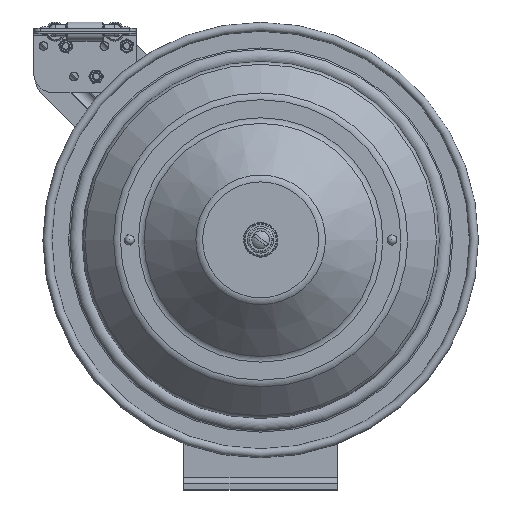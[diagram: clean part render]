
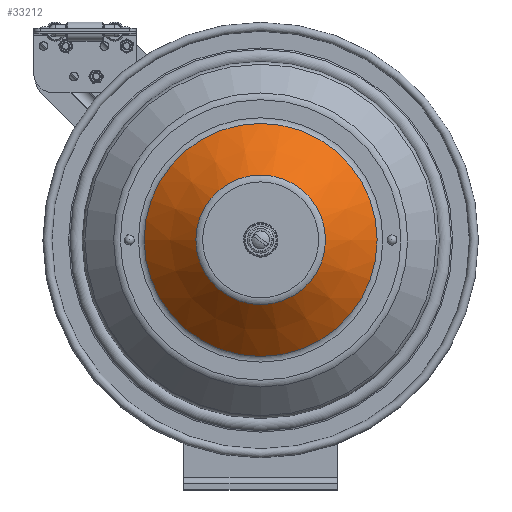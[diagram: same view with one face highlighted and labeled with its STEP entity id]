
A CAD part, top view. The second image highlights one B-rep face of the part: STEP entity #33212.
In plain terms, the highlighted conical face has half-angle 45 degrees and reference radius 89.894 mm.
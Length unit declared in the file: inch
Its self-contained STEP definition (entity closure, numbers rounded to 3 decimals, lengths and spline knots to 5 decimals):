
#1707=CONICAL_SURFACE('',#36108,3.53912,0.785);
#3126=FACE_OUTER_BOUND('',#4728,.T.);
#4728=EDGE_LOOP('',(#26262,#26263,#26264,#26265,#26266,#26267,#26268,#26269));
#6645=CIRCLE('',#36104,2.53017);
#6646=CIRCLE('',#36105,2.53017);
#6647=CIRCLE('',#36106,2.53017);
#6649=CIRCLE('',#36109,4.54807);
#6650=CIRCLE('',#36110,4.54807);
#6651=CIRCLE('',#36111,4.54807);
#8285=LINE('',#52640,#10988);
#10988=VECTOR('',#42125,3.53912);
#14517=VERTEX_POINT('',#52627);
#14518=VERTEX_POINT('',#52628);
#14519=VERTEX_POINT('',#52630);
#14520=VERTEX_POINT('',#52635);
#14521=VERTEX_POINT('',#52636);
#14522=VERTEX_POINT('',#52638);
#19238=EDGE_CURVE('',#14517,#14518,#6645,.T.);
#19239=EDGE_CURVE('',#14519,#14517,#6646,.T.);
#19240=EDGE_CURVE('',#14518,#14519,#6647,.T.);
#19242=EDGE_CURVE('',#14520,#14521,#6649,.T.);
#19243=EDGE_CURVE('',#14522,#14520,#6650,.T.);
#19244=EDGE_CURVE('',#14522,#14519,#8285,.T.);
#19245=EDGE_CURVE('',#14521,#14522,#6651,.T.);
#26262=ORIENTED_EDGE('',*,*,#19242,.F.);
#26263=ORIENTED_EDGE('',*,*,#19243,.F.);
#26264=ORIENTED_EDGE('',*,*,#19244,.T.);
#26265=ORIENTED_EDGE('',*,*,#19239,.T.);
#26266=ORIENTED_EDGE('',*,*,#19238,.T.);
#26267=ORIENTED_EDGE('',*,*,#19240,.T.);
#26268=ORIENTED_EDGE('',*,*,#19244,.F.);
#26269=ORIENTED_EDGE('',*,*,#19245,.F.);
#33212=ADVANCED_FACE('',(#3126),#1707,.T.);
#36104=AXIS2_PLACEMENT_3D('',#52629,#42111,#42112);
#36105=AXIS2_PLACEMENT_3D('',#52631,#42113,#42114);
#36106=AXIS2_PLACEMENT_3D('',#52632,#42115,#42116);
#36108=AXIS2_PLACEMENT_3D('',#52634,#42119,#42120);
#36109=AXIS2_PLACEMENT_3D('',#52637,#42121,#42122);
#36110=AXIS2_PLACEMENT_3D('',#52639,#42123,#42124);
#36111=AXIS2_PLACEMENT_3D('',#52641,#42126,#42127);
#42111=DIRECTION('center_axis',(0.,0.,
-1.));
#42112=DIRECTION('ref_axis',(-1.,0.,0.));
#42113=DIRECTION('center_axis',(0.,0.,
-1.));
#42114=DIRECTION('ref_axis',(-1.,0.,0.));
#42115=DIRECTION('center_axis',(0.,0.,
-1.));
#42116=DIRECTION('ref_axis',(-1.,0.,0.));
#42119=DIRECTION('center_axis',(0.,0.,
-1.));
#42120=DIRECTION('ref_axis',(-1.,0.,0.));
#42121=DIRECTION('center_axis',(0.,0.,
-1.));
#42122=DIRECTION('ref_axis',(-1.,0.,0.));
#42123=DIRECTION('center_axis',(0.,0.,
-1.));
#42124=DIRECTION('ref_axis',(-1.,0.,0.));
#42125=DIRECTION('',(-0.707,0.,0.707));
#42126=DIRECTION('center_axis',(0.,0.,
-1.));
#42127=DIRECTION('ref_axis',(-1.,0.,0.));
#52627=CARTESIAN_POINT('',(-2.56072,0.45608,8.43924));
#52628=CARTESIAN_POINT('',(-0.03055,2.98625,8.43924));
#52629=CARTESIAN_POINT('Origin',(-0.03055,0.45608,
8.43924));
#52630=CARTESIAN_POINT('',(2.49961,0.45608,8.43924));
#52631=CARTESIAN_POINT('Origin',(-0.03055,0.45608,
8.43924));
#52632=CARTESIAN_POINT('Origin',(-0.03055,0.45608,
8.43924));
#52634=CARTESIAN_POINT('Origin',(-0.03055,0.45608,
7.43028));
#52635=CARTESIAN_POINT('',(-4.57862,0.45608,6.42133));
#52636=CARTESIAN_POINT('',(-0.03055,5.00415,6.42133));
#52637=CARTESIAN_POINT('Origin',(-0.03055,0.45608,
6.42133));
#52638=CARTESIAN_POINT('',(4.51752,0.45608,6.42133));
#52639=CARTESIAN_POINT('Origin',(-0.03055,0.45608,
6.42133));
#52640=CARTESIAN_POINT('',(3.50857,0.45608,7.43028));
#52641=CARTESIAN_POINT('Origin',(-0.03055,0.45608,
6.42133));
